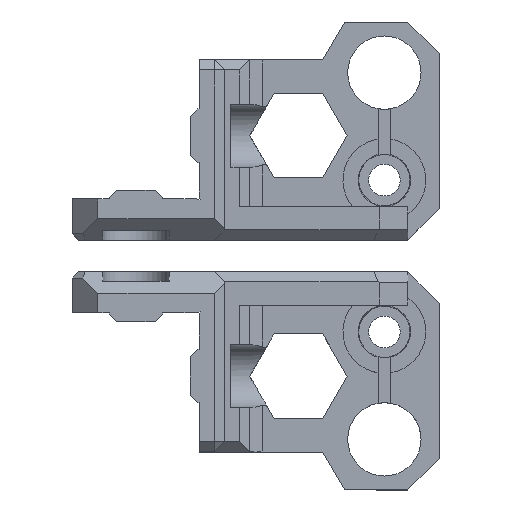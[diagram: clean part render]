
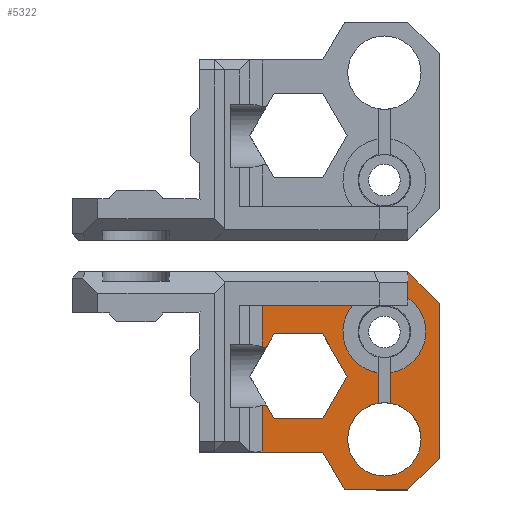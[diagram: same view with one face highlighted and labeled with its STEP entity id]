
A CAD part, top view. The second image highlights one B-rep face of the part: STEP entity #5322.
In plain terms, the highlighted face is planar.
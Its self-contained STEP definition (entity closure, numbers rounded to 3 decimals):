
#125=CIRCLE('',#5722,6.55);
#126=CIRCLE('',#5723,5.8);
#127=CIRCLE('',#5724,5.8);
#128=CIRCLE('',#5725,6.55);
#398=FACE_OUTER_BOUND('',#715,.T.);
#715=EDGE_LOOP('',(#4454,#4455,#4456,#4457,#4458,#4459,#4460,#4461,#4462,
#4463,#4464,#4465,#4466,#4467,#4468,#4469,#4470,#4471,#4472,#4473,#4474,
#4475,#4476,#4477));
#1240=LINE('',#8240,#1908);
#1241=LINE('',#8246,#1909);
#1243=LINE('',#8250,#1911);
#1332=LINE('',#8461,#2000);
#1338=LINE('',#8476,#2006);
#1339=LINE('',#8478,#2007);
#1340=LINE('',#8480,#2008);
#1341=LINE('',#8482,#2009);
#1342=LINE('',#8483,#2010);
#1343=LINE('',#8484,#2011);
#1344=LINE('',#8486,#2012);
#1345=LINE('',#8488,#2013);
#1346=LINE('',#8490,#2014);
#1347=LINE('',#8492,#2015);
#1348=LINE('',#8494,#2016);
#1349=LINE('',#8496,#2017);
#1350=LINE('',#8498,#2018);
#1351=LINE('',#8502,#2019);
#1352=LINE('',#8508,#2020);
#1353=LINE('',#8511,#2021);
#1908=VECTOR('',#6744,10.);
#1909=VECTOR('',#6751,10.);
#1911=VECTOR('',#6755,10.);
#2000=VECTOR('',#6918,10.);
#2006=VECTOR('',#6930,10.);
#2007=VECTOR('',#6933,10.);
#2008=VECTOR('',#6934,10.);
#2009=VECTOR('',#6935,10.);
#2010=VECTOR('',#6936,10.);
#2011=VECTOR('',#6937,10.);
#2012=VECTOR('',#6938,10.);
#2013=VECTOR('',#6939,10.);
#2014=VECTOR('',#6940,10.);
#2015=VECTOR('',#6941,10.);
#2016=VECTOR('',#6942,10.);
#2017=VECTOR('',#6943,10.);
#2018=VECTOR('',#6944,10.);
#2019=VECTOR('',#6947,10.);
#2020=VECTOR('',#6952,10.);
#2021=VECTOR('',#6955,10.);
#2440=VERTEX_POINT('',#8237);
#2441=VERTEX_POINT('',#8239);
#2442=VERTEX_POINT('',#8243);
#2443=VERTEX_POINT('',#8245);
#2444=VERTEX_POINT('',#8249);
#2526=VERTEX_POINT('',#8454);
#2529=VERTEX_POINT('',#8459);
#2533=VERTEX_POINT('',#8470);
#2535=VERTEX_POINT('',#8474);
#2536=VERTEX_POINT('',#8479);
#2537=VERTEX_POINT('',#8481);
#2538=VERTEX_POINT('',#8485);
#2539=VERTEX_POINT('',#8487);
#2540=VERTEX_POINT('',#8489);
#2541=VERTEX_POINT('',#8491);
#2542=VERTEX_POINT('',#8493);
#2543=VERTEX_POINT('',#8495);
#2544=VERTEX_POINT('',#8497);
#2545=VERTEX_POINT('',#8499);
#2546=VERTEX_POINT('',#8501);
#2547=VERTEX_POINT('',#8503);
#2548=VERTEX_POINT('',#8505);
#2549=VERTEX_POINT('',#8507);
#2550=VERTEX_POINT('',#8509);
#3085=EDGE_CURVE('',#2440,#2441,#1240,.T.);
#3088=EDGE_CURVE('',#2442,#2443,#1241,.T.);
#3090=EDGE_CURVE('',#2443,#2444,#1243,.T.);
#3193=EDGE_CURVE('',#2526,#2529,#1332,.T.);
#3200=EDGE_CURVE('',#2533,#2535,#1338,.T.);
#3201=EDGE_CURVE('',#2441,#2529,#1339,.T.);
#3202=EDGE_CURVE('',#2536,#2440,#1340,.T.);
#3203=EDGE_CURVE('',#2537,#2536,#1341,.T.);
#3204=EDGE_CURVE('',#2444,#2537,#1342,.T.);
#3205=EDGE_CURVE('',#2533,#2442,#1343,.T.);
#3206=EDGE_CURVE('',#2535,#2538,#1344,.T.);
#3207=EDGE_CURVE('',#2538,#2539,#1345,.T.);
#3208=EDGE_CURVE('',#2540,#2539,#1346,.T.);
#3209=EDGE_CURVE('',#2540,#2541,#1347,.T.);
#3210=EDGE_CURVE('',#2542,#2541,#1348,.T.);
#3211=EDGE_CURVE('',#2542,#2543,#1349,.T.);
#3212=EDGE_CURVE('',#2544,#2543,#1350,.T.);
#3213=EDGE_CURVE('',#2545,#2544,#125,.T.);
#3214=EDGE_CURVE('',#2546,#2545,#1351,.T.);
#3215=EDGE_CURVE('',#2547,#2546,#126,.T.);
#3216=EDGE_CURVE('',#2548,#2547,#127,.T.);
#3217=EDGE_CURVE('',#2549,#2548,#1352,.T.);
#3218=EDGE_CURVE('',#2550,#2549,#128,.T.);
#3219=EDGE_CURVE('',#2526,#2550,#1353,.T.);
#4454=ORIENTED_EDGE('',*,*,#3193,.T.);
#4455=ORIENTED_EDGE('',*,*,#3201,.F.);
#4456=ORIENTED_EDGE('',*,*,#3085,.F.);
#4457=ORIENTED_EDGE('',*,*,#3202,.F.);
#4458=ORIENTED_EDGE('',*,*,#3203,.F.);
#4459=ORIENTED_EDGE('',*,*,#3204,.F.);
#4460=ORIENTED_EDGE('',*,*,#3090,.F.);
#4461=ORIENTED_EDGE('',*,*,#3088,.F.);
#4462=ORIENTED_EDGE('',*,*,#3205,.F.);
#4463=ORIENTED_EDGE('',*,*,#3200,.T.);
#4464=ORIENTED_EDGE('',*,*,#3206,.T.);
#4465=ORIENTED_EDGE('',*,*,#3207,.T.);
#4466=ORIENTED_EDGE('',*,*,#3208,.F.);
#4467=ORIENTED_EDGE('',*,*,#3209,.T.);
#4468=ORIENTED_EDGE('',*,*,#3210,.F.);
#4469=ORIENTED_EDGE('',*,*,#3211,.T.);
#4470=ORIENTED_EDGE('',*,*,#3212,.F.);
#4471=ORIENTED_EDGE('',*,*,#3213,.F.);
#4472=ORIENTED_EDGE('',*,*,#3214,.F.);
#4473=ORIENTED_EDGE('',*,*,#3215,.F.);
#4474=ORIENTED_EDGE('',*,*,#3216,.F.);
#4475=ORIENTED_EDGE('',*,*,#3217,.F.);
#4476=ORIENTED_EDGE('',*,*,#3218,.F.);
#4477=ORIENTED_EDGE('',*,*,#3219,.F.);
#5029=PLANE('',#5721);
#5322=ADVANCED_FACE('',(#398),#5029,.F.);
#5721=AXIS2_PLACEMENT_3D('',#8477,#6931,#6932);
#5722=AXIS2_PLACEMENT_3D('',#8500,#6945,#6946);
#5723=AXIS2_PLACEMENT_3D('',#8504,#6948,#6949);
#5724=AXIS2_PLACEMENT_3D('',#8506,#6950,#6951);
#5725=AXIS2_PLACEMENT_3D('',#8510,#6953,#6954);
#6744=DIRECTION('',(-0.5,0.866,0.));
#6751=DIRECTION('',(0.5,0.866,0.));
#6755=DIRECTION('',(1.,0.,0.));
#6918=DIRECTION('',(0.,1.,0.));
#6930=DIRECTION('',(0.,1.,0.));
#6931=DIRECTION('center_axis',(0.,0.,1.));
#6932=DIRECTION('ref_axis',(1.,0.,0.));
#6933=DIRECTION('',(-1.,0.,0.));
#6934=DIRECTION('',(-1.,0.,0.));
#6935=DIRECTION('',(-0.5,-0.866,0.));
#6936=DIRECTION('',(0.5,-0.866,0.));
#6937=DIRECTION('',(1.,0.,0.));
#6938=DIRECTION('',(1.,0.,0.));
#6939=DIRECTION('',(0.5,0.866,0.));
#6940=DIRECTION('',(-1.,0.,0.));
#6941=DIRECTION('',(0.707,-0.707,0.));
#6942=DIRECTION('',(0.,1.,0.));
#6943=DIRECTION('',(-0.707,-0.707,0.));
#6944=DIRECTION('',(0.,-1.,0.));
#6945=DIRECTION('center_axis',(0.,0.,-1.));
#6946=DIRECTION('ref_axis',(1.,0.,0.));
#6947=DIRECTION('',(0.,-1.,0.));
#6948=DIRECTION('center_axis',(0.,0.,-1.));
#6949=DIRECTION('ref_axis',(1.,0.,0.));
#6950=DIRECTION('center_axis',(0.,0.,-1.));
#6951=DIRECTION('ref_axis',(1.,0.,0.));
#6952=DIRECTION('',(0.,1.,0.));
#6953=DIRECTION('center_axis',(0.,0.,-1.));
#6954=DIRECTION('ref_axis',(1.,0.,0.));
#6955=DIRECTION('',(1.,0.,0.));
#8237=CARTESIAN_POINT('',(-17.45,0.332,0.));
#8239=CARTESIAN_POINT('',(-18.654,2.417,0.));
#8240=CARTESIAN_POINT('',(-21.3,7.,0.));
#8243=CARTESIAN_POINT('',(-18.654,11.583,0.));
#8245=CARTESIAN_POINT('',(-17.45,13.668,0.));
#8246=CARTESIAN_POINT('',(-17.45,13.668,0.));
#8249=CARTESIAN_POINT('',(-9.75,13.668,0.));
#8250=CARTESIAN_POINT('',(-9.75,13.668,0.));
#8454=CARTESIAN_POINT('',(-19.3,-4.2,0.));
#8459=CARTESIAN_POINT('',(-19.3,2.417,0.));
#8461=CARTESIAN_POINT('',(-19.3,1.775,0.));
#8470=CARTESIAN_POINT('',(-19.3,11.583,0.));
#8474=CARTESIAN_POINT('',(-19.3,19.,0.));
#8476=CARTESIAN_POINT('',(-19.3,1.775,0.));
#8477=CARTESIAN_POINT('Origin',(-20.3,7.75,0.));
#8478=CARTESIAN_POINT('',(-21.3,2.417,0.));
#8479=CARTESIAN_POINT('',(-9.75,0.332,0.));
#8480=CARTESIAN_POINT('',(-17.45,0.332,0.));
#8481=CARTESIAN_POINT('',(-5.9,7.,0.));
#8482=CARTESIAN_POINT('',(-9.75,0.332,0.));
#8483=CARTESIAN_POINT('',(-5.9,7.,0.));
#8484=CARTESIAN_POINT('',(-21.3,11.583,0.));
#8485=CARTESIAN_POINT('',(-9.75,19.,0.));
#8486=CARTESIAN_POINT('',(-29.3,19.,0.));
#8487=CARTESIAN_POINT('',(-6.286,25.,0.));
#8488=CARTESIAN_POINT('',(-9.75,19.,0.));
#8489=CARTESIAN_POINT('',(3.7,25.,0.));
#8490=CARTESIAN_POINT('',(8.7,25.,0.));
#8491=CARTESIAN_POINT('',(8.7,20.,0.));
#8492=CARTESIAN_POINT('',(3.263,25.438,0.));
#8493=CARTESIAN_POINT('',(8.7,-4.5,0.));
#8494=CARTESIAN_POINT('',(8.7,-9.5,0.));
#8495=CARTESIAN_POINT('',(3.7,-9.5,0.));
#8496=CARTESIAN_POINT('',(3.262,-9.938,0.));
#8497=CARTESIAN_POINT('',(3.7,-5.405,0.));
#8498=CARTESIAN_POINT('',(3.7,-0.875,0.));
#8499=CARTESIAN_POINT('',(1.,6.473,0.));
#8500=CARTESIAN_POINT('Origin',(0.,0.,0.));
#8501=CARTESIAN_POINT('',(1.,11.287,0.));
#8502=CARTESIAN_POINT('',(1.,11.287,0.));
#8503=CARTESIAN_POINT('',(-5.8,17.,0.));
#8504=CARTESIAN_POINT('Origin',(0.,17.,0.));
#8505=CARTESIAN_POINT('',(-1.,11.287,0.));
#8506=CARTESIAN_POINT('Origin',(0.,17.,0.));
#8507=CARTESIAN_POINT('',(-1.,6.473,0.));
#8508=CARTESIAN_POINT('',(-1.,3.925,0.));
#8509=CARTESIAN_POINT('',(-5.026,-4.2,0.));
#8510=CARTESIAN_POINT('Origin',(0.,0.,0.));
#8511=CARTESIAN_POINT('',(-8.3,-4.2,0.));
